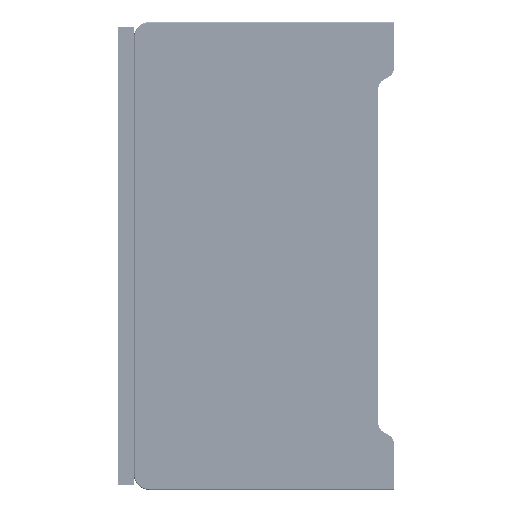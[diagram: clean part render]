
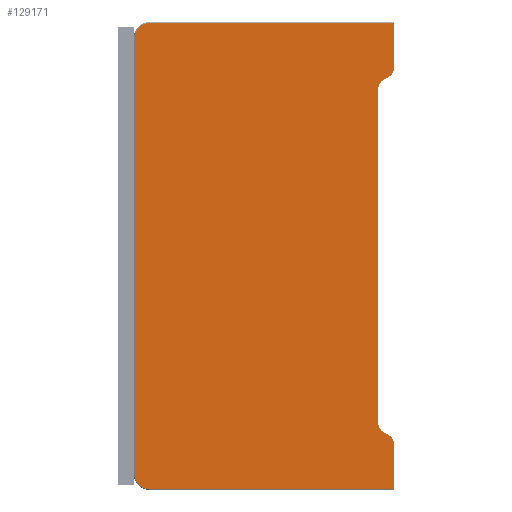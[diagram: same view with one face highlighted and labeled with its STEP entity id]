
A CAD part, left-side view. The second image highlights one B-rep face of the part: STEP entity #129171.
In plain terms, the highlighted planar face has unit normal (-1, 0, 0).
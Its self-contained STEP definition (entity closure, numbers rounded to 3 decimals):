
#47308=DIRECTION('',(0.,0.,1.));
#47309=VECTOR('',#47308,64.226);
#47310=CARTESIAN_POINT('',(0.,3.,-77.113));
#47311=LINE('',#47310,#47309);
#47348=DIRECTION('',(0.,0.,1.));
#47349=VECTOR('',#47348,8.8);
#47350=CARTESIAN_POINT('',(0.,0.,-9.));
#47351=LINE('',#47350,#47349);
#47366=CARTESIAN_POINT('',(0.,1.732,-9.));
#47367=DIRECTION('',(1.,0.,0.));
#47368=DIRECTION('',(0.,-1.,0.));
#47369=AXIS2_PLACEMENT_3D('',#47366,#47367,#47368);
#47371=DIRECTION('',(0.,0.866,-0.5));
#47372=VECTOR('',#47371,1.309);
#47373=CARTESIAN_POINT('',(0.,0.866,-10.5));
#47374=LINE('',#47373,#47372);
#47375=CARTESIAN_POINT('',(0.,1.,-12.887));
#47376=DIRECTION('',(-1.,0.,0.));
#47377=DIRECTION('',(0.,0.5,0.866));
#47378=AXIS2_PLACEMENT_3D('',#47375,#47376,#47377);
#47380=CARTESIAN_POINT('',(0.,1.,-77.113));
#47381=DIRECTION('',(-1.,0.,0.));
#47382=DIRECTION('',(0.,1.,0.));
#47383=AXIS2_PLACEMENT_3D('',#47380,#47381,#47382);
#47385=DIRECTION('',(0.,-0.866,-0.5));
#47386=VECTOR('',#47385,1.309);
#47387=CARTESIAN_POINT('',(0.,2.,
-78.845));
#47388=LINE('',#47387,#47386);
#47389=CARTESIAN_POINT('',(0.,1.732,-81.));
#47390=DIRECTION('',(1.,0.,0.));
#47391=DIRECTION('',(0.,-0.5,0.866));
#47392=AXIS2_PLACEMENT_3D('',#47389,#47390,#47391);
#47394=CARTESIAN_POINT('',(0.,47.,-87.));
#47395=DIRECTION('',(1.,0.,0.));
#47396=DIRECTION('',(0.,0.,-1.));
#47397=AXIS2_PLACEMENT_3D('',#47394,#47395,#47396);
#47399=CARTESIAN_POINT('',(0.,47.,-3.));
#47400=DIRECTION('',(1.,0.,0.));
#47401=DIRECTION('',(0.,1.,0.));
#47402=AXIS2_PLACEMENT_3D('',#47399,#47400,#47401);
#47404=DIRECTION('',(0.,1.,0.));
#47405=VECTOR('',#47404,47.);
#47406=CARTESIAN_POINT('',(0.,0.,-0.2));
#47407=LINE('',#47406,#47405);
#47431=DIRECTION('',(0.,0.,-1.));
#47432=VECTOR('',#47431,84.);
#47433=CARTESIAN_POINT('',(0.,49.8,
-3.));
#47434=LINE('',#47433,#47432);
#47454=DIRECTION('',(0.,-1.,0.));
#47455=VECTOR('',#47454,47.);
#47456=CARTESIAN_POINT('',(0.,47.,
-89.8));
#47457=LINE('',#47456,#47455);
#47468=DIRECTION('',(0.,0.,1.));
#47469=VECTOR('',#47468,8.8);
#47470=CARTESIAN_POINT('',(0.,0.,-89.8));
#47471=LINE('',#47470,#47469);
#57047=CARTESIAN_POINT('',(0.,49.8,-87.));
#57048=VERTEX_POINT('',#57047);
#57049=CARTESIAN_POINT('',(0.,47.,
-89.8));
#57050=VERTEX_POINT('',#57049);
#57051=CARTESIAN_POINT('',(0.,49.8,-3.));
#57052=VERTEX_POINT('',#57051);
#57053=CARTESIAN_POINT('',(0.,47.,-0.2));
#57054=VERTEX_POINT('',#57053);
#57055=CARTESIAN_POINT('',(0.,0.,-0.2));
#57056=VERTEX_POINT('',#57055);
#57057=CARTESIAN_POINT('',(0.,0.,-9.));
#57059=VERTEX_POINT('',#57057);
#57065=CARTESIAN_POINT('',(0.,0.866,-10.5));
#57066=VERTEX_POINT('',#57065);
#57089=CARTESIAN_POINT('',(0.,0.,-81.));
#57090=VERTEX_POINT('',#57089);
#57091=CARTESIAN_POINT('',(0.,0.,-89.8));
#57092=VERTEX_POINT('',#57091);
#57093=CARTESIAN_POINT('',(0.,0.866,-79.5));
#57094=VERTEX_POINT('',#57093);
#57095=CARTESIAN_POINT('',(0.,2.,
-78.845));
#57096=VERTEX_POINT('',#57095);
#57097=CARTESIAN_POINT('',(0.,3.,-77.113));
#57098=VERTEX_POINT('',#57097);
#57099=CARTESIAN_POINT('',(0.,3.,-12.887));
#57100=VERTEX_POINT('',#57099);
#57109=CARTESIAN_POINT('',(0.,2.,
-11.155));
#57110=VERTEX_POINT('',#57109);
#129141=CARTESIAN_POINT('',(0.,24.9,-45.));
#129142=DIRECTION('',(1.,0.,0.));
#129143=DIRECTION('',(0.,0.,1.));
#129144=AXIS2_PLACEMENT_3D('',#129141,#129142,#129143);
#129145=PLANE('',#129144);
#129147=ORIENTED_EDGE('',*,*,#129146,.F.);
#129148=ORIENTED_EDGE('',*,*,#129129,.F.);
#129149=ORIENTED_EDGE('',*,*,#129118,.T.);
#129150=ORIENTED_EDGE('',*,*,#129103,.T.);
#129151=ORIENTED_EDGE('',*,*,#129088,.T.);
#129152=ORIENTED_EDGE('',*,*,#129062,.F.);
#129154=ORIENTED_EDGE('',*,*,#129153,.T.);
#129156=ORIENTED_EDGE('',*,*,#129155,.T.);
#129158=ORIENTED_EDGE('',*,*,#129157,.T.);
#129160=ORIENTED_EDGE('',*,*,#129159,.F.);
#129162=ORIENTED_EDGE('',*,*,#129161,.F.);
#129164=ORIENTED_EDGE('',*,*,#129163,.T.);
#129166=ORIENTED_EDGE('',*,*,#129165,.F.);
#129168=ORIENTED_EDGE('',*,*,#129167,.T.);
#129169=EDGE_LOOP('',(#129147,#129148,#129149,#129150,#129151,#129152,#129154,
#129156,#129158,#129160,#129162,#129164,#129166,#129168));
#129170=FACE_OUTER_BOUND('',#129169,.F.);
#47370=CIRCLE('',#47369,1.732);
#47379=CIRCLE('',#47378,2.);
#47384=CIRCLE('',#47383,2.);
#47393=CIRCLE('',#47392,1.732);
#47398=CIRCLE('',#47397,2.8);
#47403=CIRCLE('',#47402,2.8);
#129062=EDGE_CURVE('',#57098,#57100,#47311,.T.);
#129088=EDGE_CURVE('',#57110,#57100,#47379,.T.);
#129103=EDGE_CURVE('',#57066,#57110,#47374,.T.);
#129118=EDGE_CURVE('',#57059,#57066,#47370,.T.);
#129129=EDGE_CURVE('',#57059,#57056,#47351,.T.);
#129146=EDGE_CURVE('',#57056,#57054,#47407,.T.);
#129153=EDGE_CURVE('',#57098,#57096,#47384,.T.);
#129155=EDGE_CURVE('',#57096,#57094,#47388,.T.);
#129157=EDGE_CURVE('',#57094,#57090,#47393,.T.);
#129159=EDGE_CURVE('',#57092,#57090,#47471,.T.);
#129161=EDGE_CURVE('',#57050,#57092,#47457,.T.);
#129163=EDGE_CURVE('',#57050,#57048,#47398,.T.);
#129165=EDGE_CURVE('',#57052,#57048,#47434,.T.);
#129167=EDGE_CURVE('',#57052,#57054,#47403,.T.);
#129171=ADVANCED_FACE('',(#129170),#129145,.F.);
